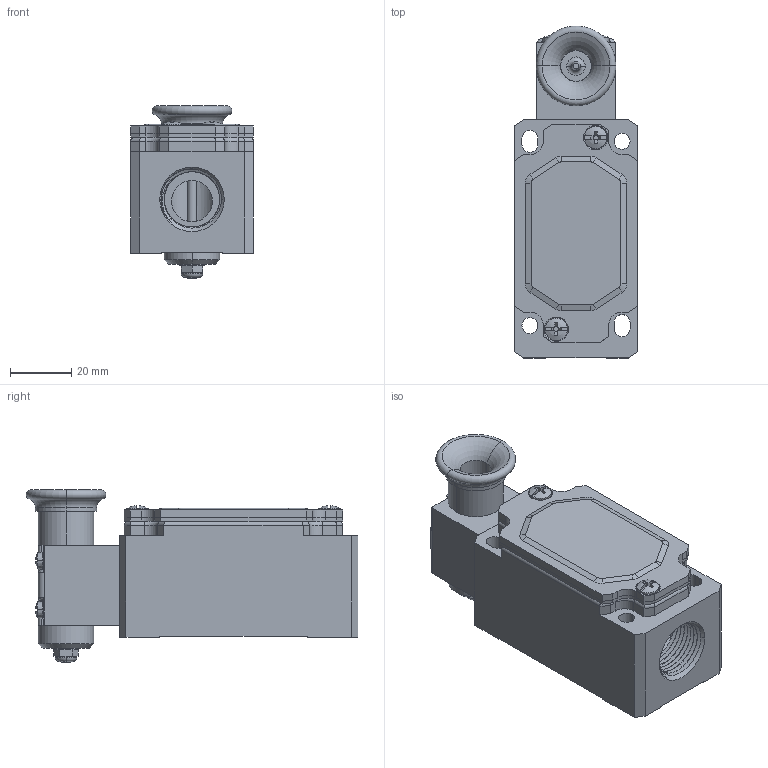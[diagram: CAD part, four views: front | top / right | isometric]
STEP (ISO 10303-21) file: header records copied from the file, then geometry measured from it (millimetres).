
FILE_DESCRIPTION((''),'2;1');
FILE_NAME('212885_ASM','2019-11-14T09:23:41',('pdmadmin'),('BANNER ENGINEERING'),'CREO PARAMETRIC BY PTC INC, 2018300','CREO PARAMETRIC BY PTC INC, 2018300','');
FILE_SCHEMA(('CONFIG_CONTROL_DESIGN'));
Length unit declared in the file: millimetre
Products named in the file (7): SI-LM40_INTERLOCK_BODY; SI-LM40_INTERLOCK_BODY_GASKET_AF10; SI-LM40_INTERLOCK_BODY_COVER; SI-LM40_INTERLOCK_BODY_SCREW; SI-LM40_TRUMPETER_HEAD; 49478---SI-LM40KVD_ASM; 212885_ASM
Assembly tree (7 placements, depth 3):
  212885_ASM
    49478---SI-LM40KVD_ASM
      SI-LM40_INTERLOCK_BODY
      SI-LM40_INTERLOCK_BODY_GASKET_AF10
      SI-LM40_INTERLOCK_BODY_COVER
      SI-LM40_INTERLOCK_BODY_SCREW  x2
      SI-LM40_TRUMPETER_HEAD
Bounding box: 40 x 108 x 56 mm (x, y, z)
Volume: 67731.4 mm3; surface area: 47007.2 mm2
Topology: 6 solids, 12 shells, 750 faces, 1878 edges, 1154 vertices
Faces by surface type: plane 434, cylinder 171, cone 86, torus 34, bspline 13, sphere 12
Entity records: 24254 total; most frequent: CARTESIAN_POINT 6722, DIRECTION 3683, ORIENTED_EDGE 3576, EDGE_CURVE 1800, AXIS2_PLACEMENT_3D 1289, VERTEX_POINT 1116, VECTOR 1105, LINE 1105
